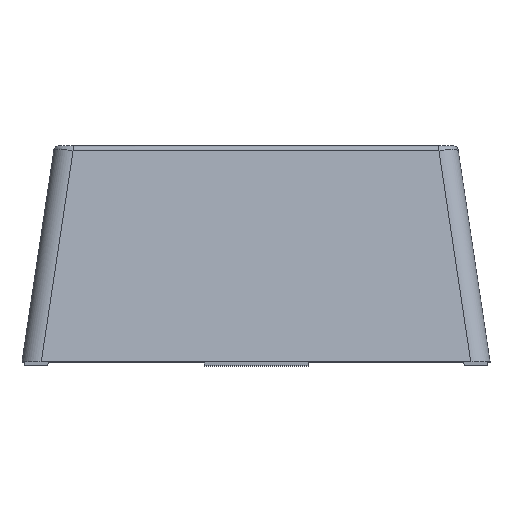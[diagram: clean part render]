
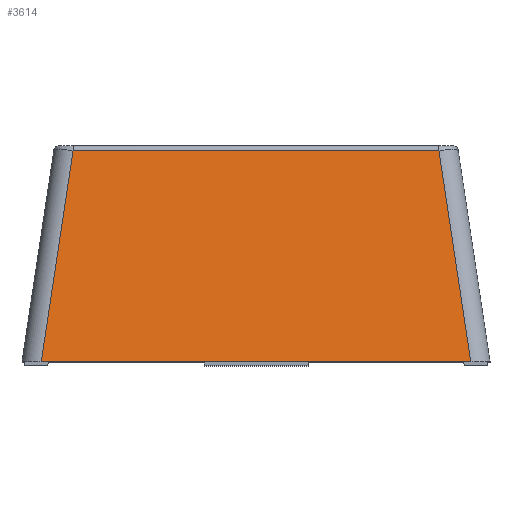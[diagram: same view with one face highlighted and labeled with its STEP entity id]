
A CAD part, top view. The second image highlights one B-rep face of the part: STEP entity #3614.
In plain terms, the highlighted planar face has unit normal (0, 0.149, 0.989).
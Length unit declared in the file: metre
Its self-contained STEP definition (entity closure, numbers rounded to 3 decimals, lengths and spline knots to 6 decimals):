
#146=B_SPLINE_CURVE_WITH_KNOTS('',3,(#5624,#5625,#5626,#5627),
 .UNSPECIFIED.,.F.,.F.,(4,4),(0.,1.),
 .UNSPECIFIED.);
#512=ORIENTED_EDGE('',*,*,#1463,.F.);
#513=ORIENTED_EDGE('',*,*,#1464,.T.);
#514=ORIENTED_EDGE('',*,*,#1459,.T.);
#515=ORIENTED_EDGE('',*,*,#1454,.F.);
#1454=EDGE_CURVE('',#1948,#1949,#2295,.T.);
#1459=EDGE_CURVE('',#1952,#1949,#2298,.T.);
#1463=EDGE_CURVE('',#1954,#1948,#2300,.T.);
#1464=EDGE_CURVE('',#1954,#1952,#146,.T.);
#1948=VERTEX_POINT('',#5573);
#1949=VERTEX_POINT('',#5575);
#1952=VERTEX_POINT('',#5609);
#1954=VERTEX_POINT('',#5623);
#2295=LINE('',#5574,#2719);
#2298=LINE('',#5608,#2722);
#2300=LINE('',#5622,#2724);
#2719=VECTOR('',#4496,1.);
#2722=VECTOR('',#4503,1.);
#2724=VECTOR('',#4509,1.);
#3027=EDGE_LOOP('',(#512,#513,#514,#515));
#3249=FACE_BOUND('',#3027,.T.);
#3456=PLANE('',#4095);
#3614=ADVANCED_FACE('',(#3249),#3456,.T.);
#4095=AXIS2_PLACEMENT_3D('',#5621,#4507,#4508);
#4496=DIRECTION('',(-1.,0.,0.));
#4503=DIRECTION('',(-0.147,-0.978,0.147));
#4507=DIRECTION('',(0.,0.149,0.989));
#4508=DIRECTION('',(-1.,0.,0.));
#4509=DIRECTION('',(0.147,-0.978,0.147));
#5573=CARTESIAN_POINT('',(0.008258,-0.00825,0.009));
#5574=CARTESIAN_POINT('',(0.009,-0.00825,0.009));
#5575=CARTESIAN_POINT('',(-0.008258,-0.00825,0.009));
#5608=CARTESIAN_POINT('',(-0.007633,-0.0041,0.008375));
#5609=CARTESIAN_POINT('',(-0.007034,-0.00012,0.007776));
#5621=CARTESIAN_POINT('',(0.00775,0.00005,0.00775));
#5622=CARTESIAN_POINT('',(0.007633,-0.0041,0.008375));
#5623=CARTESIAN_POINT('',(0.007034,-0.00012,0.007776));
#5624=CARTESIAN_POINT('',(0.007034,-0.00012,0.007776));
#5625=CARTESIAN_POINT('',(0.002345,-0.00012,0.007776));
#5626=CARTESIAN_POINT('',(-0.002345,-0.00012,0.007776));
#5627=CARTESIAN_POINT('',(-0.007034,-0.00012,0.007776));
